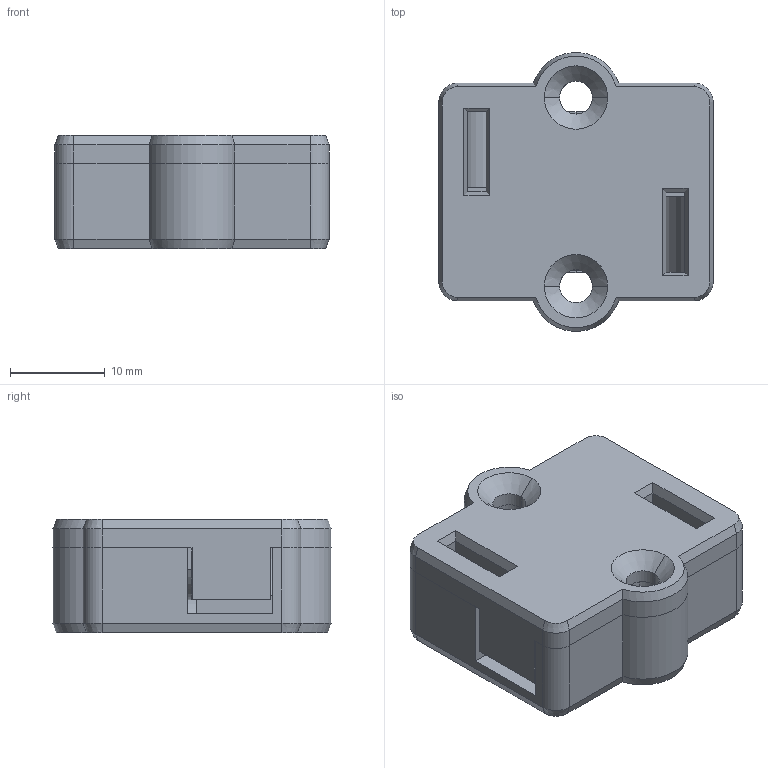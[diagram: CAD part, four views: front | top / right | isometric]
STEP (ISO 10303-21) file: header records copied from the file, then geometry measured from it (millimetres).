
FILE_DESCRIPTION (( 'STEP AP203' ), '1' );
FILE_NAME ('v2_belt_clamp_LR.STEP', '2018-02-17T11:16:44', ( 'Admin' ), ( '' ), 'SwSTEP 2.0', 'SolidWorks 2013', '' );
FILE_SCHEMA (( 'CONFIG_CONTROL_DESIGN' ));
Length unit declared in the file: millimetre
Products named in the file (1): v2_belt_clamp_LR
Bounding box: 28.97 x 29.41 x 12 mm (x, y, z)
Volume: 7138.6 mm3; surface area: 5052.5 mm2
Topology: 2 solids, 2 shells, 127 faces, 330 edges, 201 vertices
Faces by surface type: plane 78, cylinder 29, cone 20
Entity records: 3925 total; most frequent: CARTESIAN_POINT 683, DIRECTION 668, ORIENTED_EDGE 660, EDGE_CURVE 330, VECTOR 232, LINE 232, AXIS2_PLACEMENT_3D 218, VERTEX_POINT 201
